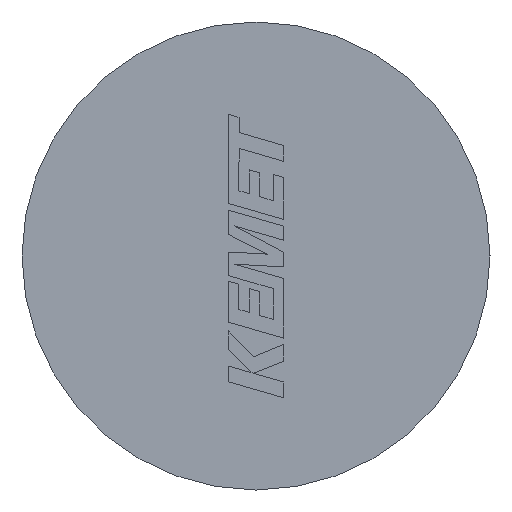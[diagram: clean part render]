
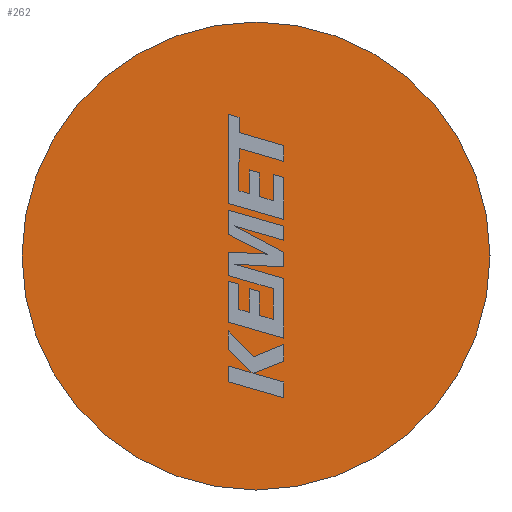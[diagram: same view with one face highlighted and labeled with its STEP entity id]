
A CAD part, left-side view. The second image highlights one B-rep face of the part: STEP entity #262.
In plain terms, the highlighted planar face has unit normal (-1, 0, 0).
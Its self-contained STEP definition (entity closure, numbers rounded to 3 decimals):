
#55 = CARTESIAN_POINT ( 'NONE',  ( 0., 0., 0. ) ) ;
#147 = EDGE_LOOP ( 'NONE', ( #1936, #301 ) ) ;
#262 = ADVANCED_FACE ( 'NONE', ( #2818 ), #1031, .F. ) ;
#265 = AXIS2_PLACEMENT_3D ( 'NONE', #55, #514, #2318 ) ;
#301 = ORIENTED_EDGE ( 'NONE', *, *, #725, .F. ) ;
#384 = CARTESIAN_POINT ( 'NONE',  ( 0., 0., 0. ) ) ;
#514 = DIRECTION ( 'NONE',  ( 1., 0., 0. ) ) ;
#725 = EDGE_CURVE ( 'NONE', #850, #740, #2010, .T. ) ;
#740 = VERTEX_POINT ( 'NONE', #1565 ) ;
#850 = VERTEX_POINT ( 'NONE', #2847 ) ;
#997 = DIRECTION ( 'NONE',  ( 0., 0., -1. ) ) ;
#1031 = PLANE ( 'NONE',  #265 ) ;
#1102 = EDGE_CURVE ( 'NONE', #740, #850, #3046, .T. ) ;
#1246 = CARTESIAN_POINT ( 'NONE',  ( 0., 0., 0. ) ) ;
#1408 = DIRECTION ( 'NONE',  ( 0., 0., -1. ) ) ;
#1565 = CARTESIAN_POINT ( 'NONE',  ( 0., 0., 6.75 ) ) ;
#1936 = ORIENTED_EDGE ( 'NONE', *, *, #1102, .F. ) ;
#2010 = CIRCLE ( 'NONE', #2739, 6.75 ) ;
#2186 = DIRECTION ( 'NONE',  ( 1., 0., 0. ) ) ;
#2294 = DIRECTION ( 'NONE',  ( 1., 0., 0. ) ) ;
#2318 = DIRECTION ( 'NONE',  ( 0., 0., -1. ) ) ;
#2638 = AXIS2_PLACEMENT_3D ( 'NONE', #384, #2186, #1408 ) ;
#2739 = AXIS2_PLACEMENT_3D ( 'NONE', #1246, #2294, #997 ) ;
#2818 = FACE_OUTER_BOUND ( 'NONE', #147, .T. ) ;
#2847 = CARTESIAN_POINT ( 'NONE',  ( 0., 0., -6.75 ) ) ;
#3046 = CIRCLE ( 'NONE', #2638, 6.75 ) ;
